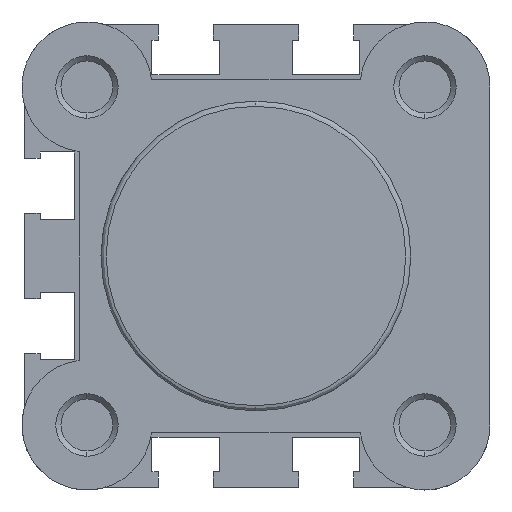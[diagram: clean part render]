
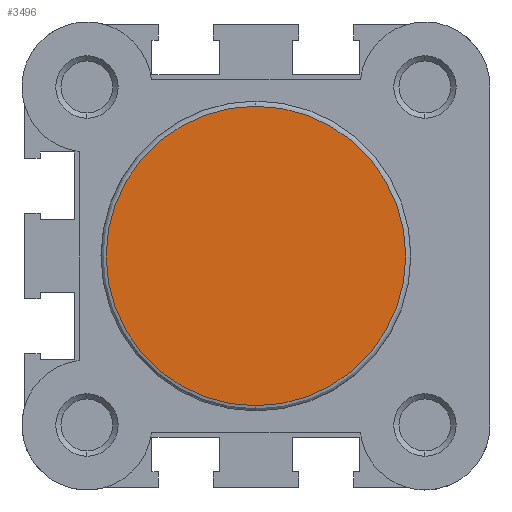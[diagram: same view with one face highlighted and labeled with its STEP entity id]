
A CAD part, left-side view. The second image highlights one B-rep face of the part: STEP entity #3496.
In plain terms, the highlighted planar face has unit normal (-1, 0, 0).
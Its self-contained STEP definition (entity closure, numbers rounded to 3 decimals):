
#162 = VERTEX_POINT ( 'NONE', #471 ) ;
#274 = VERTEX_POINT ( 'NONE', #583 ) ;
#471 = CARTESIAN_POINT ( 'NONE',  ( 0., 0., 14.4 ) ) ;
#583 = CARTESIAN_POINT ( 'NONE',  ( 0., 0., -14.4 ) ) ;
#1126 = FACE_OUTER_BOUND ( 'NONE', #1868, .T. ) ;
#1718 = ORIENTED_EDGE ( 'NONE', *, *, #3284, .T. ) ;
#1868 = EDGE_LOOP ( 'NONE', ( #1718, #1913 ) ) ;
#1913 = ORIENTED_EDGE ( 'NONE', *, *, #3351, .T. ) ;
#2567 = AXIS2_PLACEMENT_3D ( 'NONE', #4775, #4777, #4778 ) ;
#2696 = AXIS2_PLACEMENT_3D ( 'NONE', #4335, #4342, #4343 ) ;
#2733 = AXIS2_PLACEMENT_3D ( 'NONE', #4170, #4171, #4172 ) ;
#3284 = EDGE_CURVE ( 'NONE', #162, #274, #5580, .T. ) ;
#3351 = EDGE_CURVE ( 'NONE', #274, #162, #5674, .T. ) ;
#3496 = ADVANCED_FACE ( 'NONE', ( #1126 ), #4776, .T. ) ;
#4170 = CARTESIAN_POINT ( 'NONE',  ( 0., 0., 0. ) ) ;
#4171 = DIRECTION ( 'NONE',  ( -1., 0., 0. ) ) ;
#4172 = DIRECTION ( 'NONE',  ( 0., 0., 1. ) ) ;
#4335 = CARTESIAN_POINT ( 'NONE',  ( 0., 0., 0. ) ) ;
#4342 = DIRECTION ( 'NONE',  ( -1., 0., 0. ) ) ;
#4343 = DIRECTION ( 'NONE',  ( 0., 0., 1. ) ) ;
#4775 = CARTESIAN_POINT ( 'NONE',  ( 0., -14.9, 0. ) ) ;
#4776 = PLANE ( 'NONE',  #2567 ) ;
#4777 = DIRECTION ( 'NONE',  ( -1., 0., 0. ) ) ;
#4778 = DIRECTION ( 'NONE',  ( 0., 0., 1. ) ) ;
#5580 = CIRCLE ( 'NONE', #2733, 14.4 ) ;
#5674 = CIRCLE ( 'NONE', #2696, 14.4 ) ;
